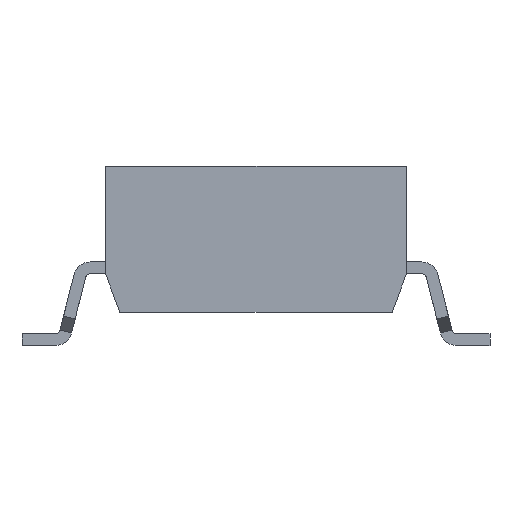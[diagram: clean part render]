
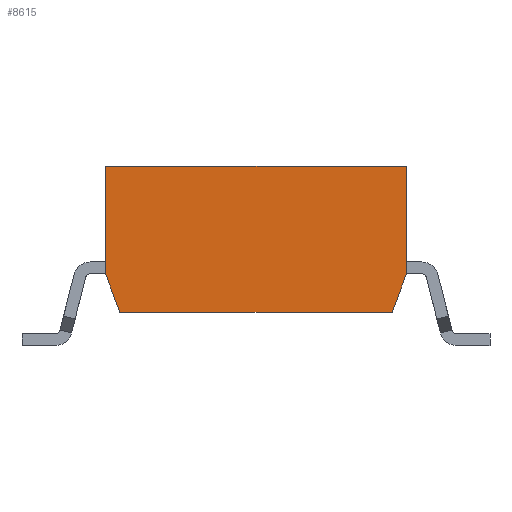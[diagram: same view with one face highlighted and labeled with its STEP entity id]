
A CAD part, left-side view. The second image highlights one B-rep face of the part: STEP entity #8615.
In plain terms, the highlighted planar face has unit normal (-1, 0, 0).
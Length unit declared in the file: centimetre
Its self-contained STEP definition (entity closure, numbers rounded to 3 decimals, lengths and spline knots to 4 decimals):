
#866=FACE_OUTER_BOUND('',#1344,.T.);
#1344=EDGE_LOOP('',(#7812,#7813,#7814,#7815,#7816,#7817));
#2190=LINE('',#14507,#3176);
#2306=LINE('',#14743,#3292);
#2316=LINE('',#14758,#3302);
#2326=LINE('',#14771,#3312);
#2329=LINE('',#14775,#3315);
#2331=LINE('',#14779,#3317);
#3176=VECTOR('',#10798,1.);
#3292=VECTOR('',#11018,1.);
#3302=VECTOR('',#11030,1.);
#3312=VECTOR('',#11042,1.);
#3315=VECTOR('',#11047,1.);
#3317=VECTOR('',#11053,1.);
#4038=VERTEX_POINT('',#14504);
#4039=VERTEX_POINT('',#14506);
#4106=VERTEX_POINT('',#14741);
#4107=VERTEX_POINT('',#14742);
#4110=VERTEX_POINT('',#14756);
#4111=VERTEX_POINT('',#14757);
#5208=EDGE_CURVE('',#4039,#4038,#2190,.T.);
#5324=EDGE_CURVE('',#4106,#4107,#2306,.T.);
#5334=EDGE_CURVE('',#4110,#4111,#2316,.T.);
#5344=EDGE_CURVE('',#4106,#4038,#2326,.T.);
#5347=EDGE_CURVE('',#4111,#4039,#2329,.T.);
#5349=EDGE_CURVE('',#4110,#4107,#2331,.T.);
#7812=ORIENTED_EDGE('',*,*,#5324,.T.);
#7813=ORIENTED_EDGE('',*,*,#5349,.F.);
#7814=ORIENTED_EDGE('',*,*,#5334,.T.);
#7815=ORIENTED_EDGE('',*,*,#5347,.T.);
#7816=ORIENTED_EDGE('',*,*,#5208,.T.);
#7817=ORIENTED_EDGE('',*,*,#5344,.F.);
#8155=PLANE('',#9108);
#8615=ADVANCED_FACE('',(#866),#8155,.T.);
#9108=AXIS2_PLACEMENT_3D('',#14778,#11051,#11052);
#10798=DIRECTION('',(0.,1.,0.));
#11018=DIRECTION('',(0.,-0.351,-0.936));
#11030=DIRECTION('',(0.,-0.351,0.936));
#11042=DIRECTION('',(0.,0.,1.));
#11047=DIRECTION('',(0.,0.,1.));
#11051=DIRECTION('center_axis',(-1.,0.,0.));
#11052=DIRECTION('ref_axis',(0.,0.,1.));
#11053=DIRECTION('',(0.,1.,0.));
#14504=CARTESIAN_POINT('',(-0.814,0.315,0.305));
#14506=CARTESIAN_POINT('',(-0.814,-0.315,0.305));
#14507=CARTESIAN_POINT('',(-0.814,-0.315,0.305));
#14741=CARTESIAN_POINT('',(-0.814,0.315,0.08));
#14742=CARTESIAN_POINT('',(-0.814,0.285,0.));
#14743=CARTESIAN_POINT('',(-0.814,0.263,-0.0586));
#14756=CARTESIAN_POINT('',(-0.814,-0.285,0.));
#14757=CARTESIAN_POINT('',(-0.814,-0.315,0.08));
#14758=CARTESIAN_POINT('',(-0.814,-0.2868,0.0049));
#14771=CARTESIAN_POINT('',(-0.814,0.315,0.));
#14775=CARTESIAN_POINT('',(-0.814,-0.315,0.));
#14778=CARTESIAN_POINT('Origin',(-0.814,-0.315,0.));
#14779=CARTESIAN_POINT('',(-0.814,-0.315,0.));
